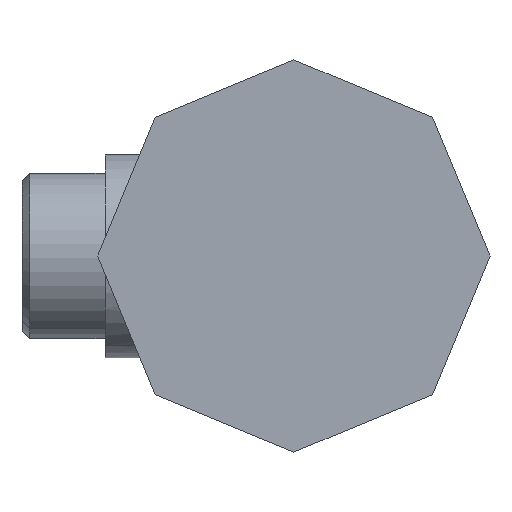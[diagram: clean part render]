
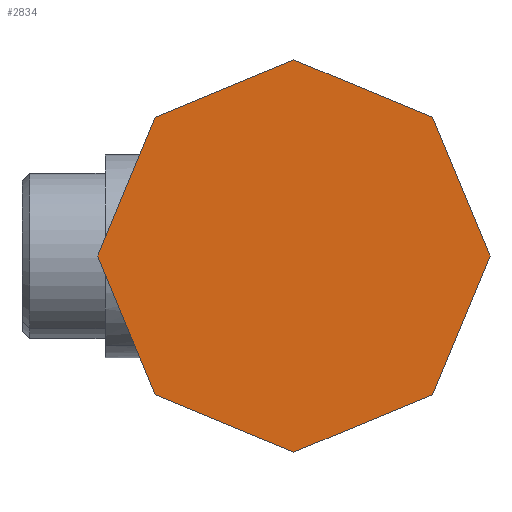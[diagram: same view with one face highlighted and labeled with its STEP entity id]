
A CAD part, front view. The second image highlights one B-rep face of the part: STEP entity #2834.
In plain terms, the highlighted planar face has unit normal (0, -1, 0).
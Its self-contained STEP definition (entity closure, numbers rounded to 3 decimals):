
#2575=CARTESIAN_POINT('Vertex',(0.,0.,-25.977)) ;
#2582=CARTESIAN_POINT('Vertex',(18.369,0.,-18.369)) ;
#2585=CARTESIAN_POINT('Line Origine',(9.184,0.,-22.173)) ;
#2607=CARTESIAN_POINT('Vertex',(25.977,0.,0.)) ;
#2610=CARTESIAN_POINT('Line Origine',(22.173,0.,-9.184)) ;
#2628=CARTESIAN_POINT('Line Origine',(-9.184,0.,-22.173)) ;
#2632=CARTESIAN_POINT('Vertex',(-18.369,0.,-18.369)) ;
#2657=CARTESIAN_POINT('Vertex',(-25.977,0.,0.)) ;
#2660=CARTESIAN_POINT('Line Origine',(-22.173,0.,-9.184)) ;
#2682=CARTESIAN_POINT('Vertex',(-18.369,0.,18.369)) ;
#2685=CARTESIAN_POINT('Line Origine',(-22.173,0.,9.184)) ;
#2707=CARTESIAN_POINT('Vertex',(0.,0.,25.977)) ;
#2710=CARTESIAN_POINT('Line Origine',(-9.184,0.,22.173)) ;
#2732=CARTESIAN_POINT('Vertex',(18.369,0.,18.369)) ;
#2735=CARTESIAN_POINT('Line Origine',(22.173,0.,9.184)) ;
#2753=CARTESIAN_POINT('Line Origine',(9.184,0.,22.173)) ;
#2819=CARTESIAN_POINT('Axis2P3D Location',(0.,0.,0.)) ;
#2586=DIRECTION('Vector Direction',(0.924,0.,0.383)) ;
#2611=DIRECTION('Vector Direction',(0.383,0.,0.924)) ;
#2629=DIRECTION('Vector Direction',(0.924,0.,-0.383)) ;
#2661=DIRECTION('Vector Direction',(0.383,0.,-0.924)) ;
#2686=DIRECTION('Vector Direction',(-0.383,0.,-0.924)) ;
#2711=DIRECTION('Vector Direction',(-0.924,0.,-0.383)) ;
#2736=DIRECTION('Vector Direction',(-0.383,0.,0.924)) ;
#2754=DIRECTION('Vector Direction',(-0.924,0.,0.383)) ;
#2820=DIRECTION('Axis2P3D Direction',(-0.,1.,0.)) ;
#2821=DIRECTION('Axis2P3D XDirection',(1.,0.,0.)) ;
#2822=AXIS2_PLACEMENT_3D('Plane Axis2P3D',#2819,#2820,#2821) ;
#2825=ORIENTED_EDGE('',*,*,#2634,.T.) ;
#2826=ORIENTED_EDGE('',*,*,#2589,.T.) ;
#2827=ORIENTED_EDGE('',*,*,#2614,.T.) ;
#2828=ORIENTED_EDGE('',*,*,#2739,.T.) ;
#2829=ORIENTED_EDGE('',*,*,#2757,.T.) ;
#2830=ORIENTED_EDGE('',*,*,#2714,.T.) ;
#2831=ORIENTED_EDGE('',*,*,#2689,.T.) ;
#2832=ORIENTED_EDGE('',*,*,#2664,.T.) ;
#2587=VECTOR('Line Direction',#2586,1.) ;
#2612=VECTOR('Line Direction',#2611,1.) ;
#2630=VECTOR('Line Direction',#2629,1.) ;
#2662=VECTOR('Line Direction',#2661,1.) ;
#2687=VECTOR('Line Direction',#2686,1.) ;
#2712=VECTOR('Line Direction',#2711,1.) ;
#2737=VECTOR('Line Direction',#2736,1.) ;
#2755=VECTOR('Line Direction',#2754,1.) ;
#2834=ADVANCED_FACE('PartBody',(#2833),#2823,.F.) ;
#2589=EDGE_CURVE('',#2576,#2583,#2588,.T.) ;
#2614=EDGE_CURVE('',#2583,#2608,#2613,.T.) ;
#2634=EDGE_CURVE('',#2633,#2576,#2631,.T.) ;
#2664=EDGE_CURVE('',#2658,#2633,#2663,.T.) ;
#2689=EDGE_CURVE('',#2683,#2658,#2688,.T.) ;
#2714=EDGE_CURVE('',#2708,#2683,#2713,.T.) ;
#2739=EDGE_CURVE('',#2608,#2733,#2738,.T.) ;
#2757=EDGE_CURVE('',#2733,#2708,#2756,.T.) ;
#2824=EDGE_LOOP('',(#2825,#2826,#2827,#2828,#2829,#2830,#2831,#2832)) ;
#2833=FACE_OUTER_BOUND('',#2824,.T.) ;
#2588=LINE('Line',#2585,#2587) ;
#2613=LINE('Line',#2610,#2612) ;
#2631=LINE('Line',#2628,#2630) ;
#2663=LINE('Line',#2660,#2662) ;
#2688=LINE('Line',#2685,#2687) ;
#2713=LINE('Line',#2710,#2712) ;
#2738=LINE('Line',#2735,#2737) ;
#2756=LINE('Line',#2753,#2755) ;
#2823=PLANE('',#2822) ;
#2576=VERTEX_POINT('',#2575) ;
#2583=VERTEX_POINT('',#2582) ;
#2608=VERTEX_POINT('',#2607) ;
#2633=VERTEX_POINT('',#2632) ;
#2658=VERTEX_POINT('',#2657) ;
#2683=VERTEX_POINT('',#2682) ;
#2708=VERTEX_POINT('',#2707) ;
#2733=VERTEX_POINT('',#2732) ;
